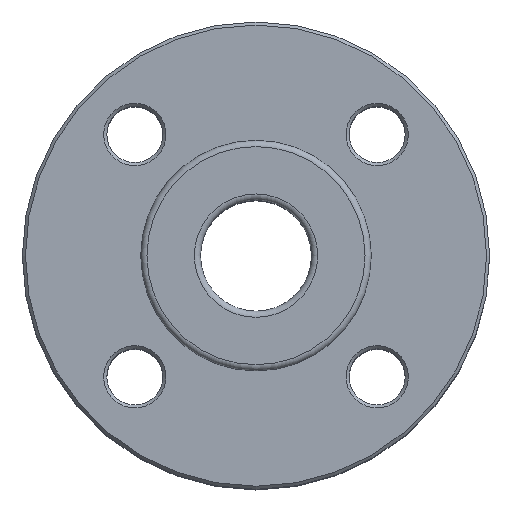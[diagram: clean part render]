
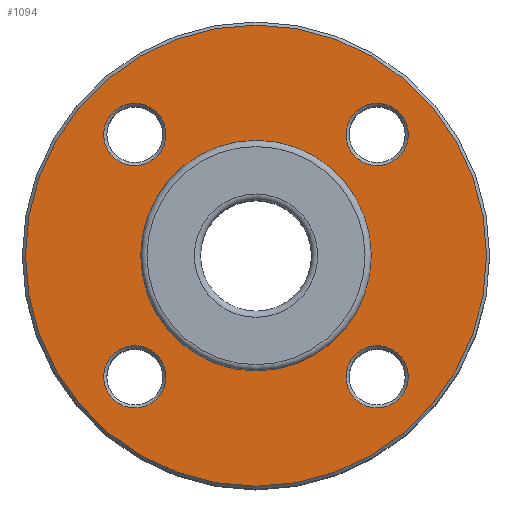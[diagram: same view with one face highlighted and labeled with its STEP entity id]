
A CAD part, top view. The second image highlights one B-rep face of the part: STEP entity #1094.
In plain terms, the highlighted face is planar.
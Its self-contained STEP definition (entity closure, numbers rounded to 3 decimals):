
#41=FACE_BOUND('',#265,.T.);
#42=FACE_BOUND('',#266,.T.);
#43=FACE_BOUND('',#267,.T.);
#44=FACE_BOUND('',#268,.T.);
#45=FACE_BOUND('',#269,.T.);
#56=PLANE('',#1292);
#195=FACE_OUTER_BOUND('',#264,.T.);
#264=EDGE_LOOP('',(#900));
#265=EDGE_LOOP('',(#901));
#266=EDGE_LOOP('',(#902));
#267=EDGE_LOOP('',(#903));
#268=EDGE_LOOP('',(#904));
#269=EDGE_LOOP('',(#905));
#385=CIRCLE('',#1290,10.);
#387=CIRCLE('',#1293,74.);
#388=CIRCLE('',#1294,10.);
#389=CIRCLE('',#1295,10.);
#390=CIRCLE('',#1296,37.);
#391=CIRCLE('',#1297,10.);
#498=VERTEX_POINT('',#2010);
#500=VERTEX_POINT('',#2016);
#501=VERTEX_POINT('',#2018);
#502=VERTEX_POINT('',#2020);
#503=VERTEX_POINT('',#2022);
#504=VERTEX_POINT('',#2024);
#636=EDGE_CURVE('',#498,#498,#385,.T.);
#639=EDGE_CURVE('',#500,#500,#387,.T.);
#640=EDGE_CURVE('',#501,#501,#388,.T.);
#641=EDGE_CURVE('',#502,#502,#389,.T.);
#642=EDGE_CURVE('',#503,#503,#390,.T.);
#643=EDGE_CURVE('',#504,#504,#391,.T.);
#900=ORIENTED_EDGE('',*,*,#639,.F.);
#901=ORIENTED_EDGE('',*,*,#640,.F.);
#902=ORIENTED_EDGE('',*,*,#641,.F.);
#903=ORIENTED_EDGE('',*,*,#642,.F.);
#904=ORIENTED_EDGE('',*,*,#643,.F.);
#905=ORIENTED_EDGE('',*,*,#636,.F.);
#1094=ADVANCED_FACE('',(#195,#41,#42,#43,#44,#45),#56,.T.);
#1290=AXIS2_PLACEMENT_3D('',#2011,#1629,#1630);
#1292=AXIS2_PLACEMENT_3D('',#2015,#1634,#1635);
#1293=AXIS2_PLACEMENT_3D('',#2017,#1636,#1637);
#1294=AXIS2_PLACEMENT_3D('',#2019,#1638,#1639);
#1295=AXIS2_PLACEMENT_3D('',#2021,#1640,#1641);
#1296=AXIS2_PLACEMENT_3D('',#2023,#1642,#1643);
#1297=AXIS2_PLACEMENT_3D('',#2025,#1644,#1645);
#1629=DIRECTION('center_axis',(0.,-1.,0.));
#1630=DIRECTION('ref_axis',(0.,0.,-1.));
#1634=DIRECTION('center_axis',(0.,-1.,0.));
#1635=DIRECTION('ref_axis',(0.,0.,-1.));
#1636=DIRECTION('center_axis',(0.,1.,0.));
#1637=DIRECTION('ref_axis',(-1.,0.,0.));
#1638=DIRECTION('center_axis',(0.,-1.,0.));
#1639=DIRECTION('ref_axis',(-1.,0.,0.));
#1640=DIRECTION('center_axis',(0.,-1.,0.));
#1641=DIRECTION('ref_axis',(1.,0.,0.));
#1642=DIRECTION('center_axis',(0.,-1.,0.));
#1643=DIRECTION('ref_axis',(1.,0.,0.));
#1644=DIRECTION('center_axis',(0.,-1.,0.));
#1645=DIRECTION('ref_axis',(0.,0.,1.));
#2010=CARTESIAN_POINT('',(38.891,0.,-28.891));
#2011=CARTESIAN_POINT('Origin',(38.891,0.,-38.891));
#2015=CARTESIAN_POINT('Origin',(37.,0.,0.));
#2016=CARTESIAN_POINT('',(74.,0.,0.));
#2017=CARTESIAN_POINT('Origin',(0.,0.,0.));
#2018=CARTESIAN_POINT('',(-28.891,0.,-38.891));
#2019=CARTESIAN_POINT('Origin',(-38.891,0.,
-38.891));
#2020=CARTESIAN_POINT('',(28.891,0.,38.891));
#2021=CARTESIAN_POINT('Origin',(38.891,0.,38.891));
#2022=CARTESIAN_POINT('',(-37.,0.,0.));
#2023=CARTESIAN_POINT('Origin',(0.,0.,0.));
#2024=CARTESIAN_POINT('',(-38.891,0.,28.891));
#2025=CARTESIAN_POINT('Origin',(-38.891,0.,
38.891));
